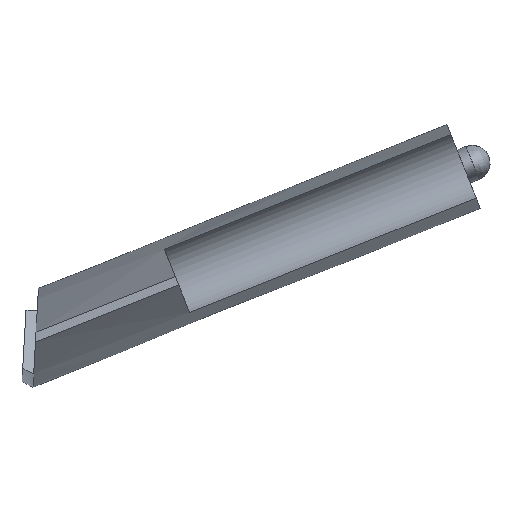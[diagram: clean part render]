
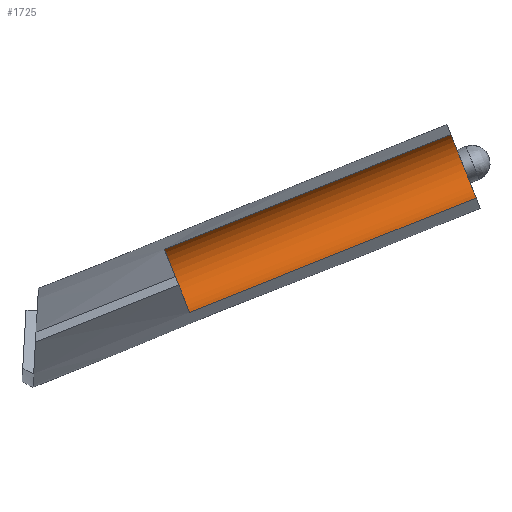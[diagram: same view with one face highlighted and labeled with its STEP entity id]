
A CAD part, top view. The second image highlights one B-rep face of the part: STEP entity #1725.
In plain terms, the highlighted cylindrical face has radius 17 mm (diameter 34 mm), a partial arc.
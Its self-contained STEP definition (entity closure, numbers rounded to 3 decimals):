
#32=CYLINDRICAL_SURFACE('',#1878,17.);
#343=CIRCLE('',#1877,17.);
#344=CIRCLE('',#1879,17.);
#369=FACE_OUTER_BOUND('',#487,.T.);
#487=EDGE_LOOP('',(#1249,#1250,#1251,#1252));
#613=B_SPLINE_CURVE_WITH_KNOTS('',3,(#3600,#3601,#3602,#3603),
 .UNSPECIFIED.,.F.,.F.,(4,4),(-33.499,-19.806),
 .UNSPECIFIED.);
#614=B_SPLINE_CURVE_WITH_KNOTS('',3,(#3604,#3605,#3606,#3607),
 .UNSPECIFIED.,.F.,.F.,(4,4),(-17.192,-3.499),
 .UNSPECIFIED.);
#752=VERTEX_POINT('',#3433);
#754=VERTEX_POINT('',#3515);
#755=VERTEX_POINT('',#3597);
#756=VERTEX_POINT('',#3598);
#947=EDGE_CURVE('',#754,#752,#343,.T.);
#948=EDGE_CURVE('',#755,#756,#344,.T.);
#949=EDGE_CURVE('',#752,#756,#613,.T.);
#950=EDGE_CURVE('',#755,#754,#614,.T.);
#1249=ORIENTED_EDGE('',*,*,#948,.T.);
#1250=ORIENTED_EDGE('',*,*,#949,.F.);
#1251=ORIENTED_EDGE('',*,*,#947,.F.);
#1252=ORIENTED_EDGE('',*,*,#950,.F.);
#1725=ADVANCED_FACE('',(#369),#32,.F.);
#1877=AXIS2_PLACEMENT_3D('',#3595,#2005,#2006);
#1878=AXIS2_PLACEMENT_3D('',#3596,#2007,#2008);
#1879=AXIS2_PLACEMENT_3D('',#3599,#2009,#2010);
#2005=DIRECTION('center_axis',(0.928,0.371,0.));
#2006=DIRECTION('ref_axis',(0.329,-0.823,-0.462));
#2007=DIRECTION('center_axis',(0.928,0.371,0.));
#2008=DIRECTION('ref_axis',(0.329,-0.823,-0.462));
#2009=DIRECTION('center_axis',(0.928,0.371,0.));
#2010=DIRECTION('ref_axis',(0.329,-0.823,-0.462));
#3433=CARTESIAN_POINT('',(-334.841,-117.74,125.));
#3515=CARTESIAN_POINT('',(-323.641,-145.732,125.));
#3595=CARTESIAN_POINT('Origin',(-329.241,-131.736,132.857));
#3596=CARTESIAN_POINT('Origin',(-329.241,-131.736,132.857));
#3597=CARTESIAN_POINT('',(-196.509,-94.865,125.));
#3598=CARTESIAN_POINT('',(-207.71,-66.872,125.));
#3599=CARTESIAN_POINT('Origin',(-202.11,-80.868,132.857));
#3600=CARTESIAN_POINT('Ctrl Pts',(-334.841,-117.74,125.));
#3601=CARTESIAN_POINT('Ctrl Pts',(-292.464,-100.784,125.));
#3602=CARTESIAN_POINT('Ctrl Pts',(-250.087,-83.828,125.));
#3603=CARTESIAN_POINT('Ctrl Pts',(-207.71,-66.872,125.));
#3604=CARTESIAN_POINT('Ctrl Pts',(-196.509,-94.865,125.));
#3605=CARTESIAN_POINT('Ctrl Pts',(-238.886,-111.82,125.));
#3606=CARTESIAN_POINT('Ctrl Pts',(-281.264,-128.776,125.));
#3607=CARTESIAN_POINT('Ctrl Pts',(-323.641,-145.732,125.));
